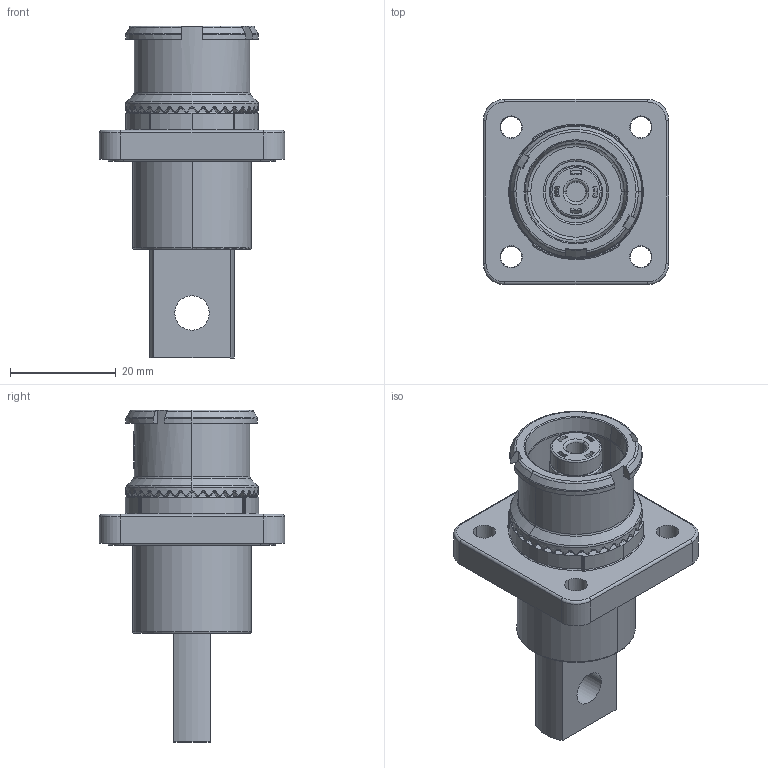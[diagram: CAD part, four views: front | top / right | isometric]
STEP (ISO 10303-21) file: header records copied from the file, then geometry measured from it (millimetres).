
FILE_DESCRIPTION(('CATIA V5 STEP Exchange','CAx-IF Rec.Pracs.--- Model Styling and Organization---1.5--- 2016-08-15','CAx-IF Rec.Pracs.---Supplemental Geometry---1.0---2011-11-01','CAx-IF Rec.Pracs.--- Composite Materials ---1.1---2010-07-15'),'2;1');
FILE_NAME ('1954123-4_0', '2024-07-23T06:00:51+00:00', ('none'), ('Weidmueller'), 'CATIA Version 5-6 Release 2022 SP4 HF5', 'CATIA V5 STEP AP214 v3', 'none');
FILE_SCHEMA(('AUTOMOTIVE_DESIGN { 1 0 10303 214 1 1 1 1 }'));
Length unit declared in the file: millimetre
Products named in the file (1): 2991930000
Bounding box: 35 x 35 x 62.7 mm (x, y, z)
Volume: 17649.5 mm3; surface area: 14230.9 mm2
Topology: 5 solids, 17 shells, 1445 faces, 3391 edges, 1991 vertices
Faces by surface type: cylinder 476, torus 375, plane 321, sphere 144, bspline 108, cone 21
Entity records: 42755 total; most frequent: CARTESIAN_POINT 12939, ORIENTED_EDGE 6774, DIRECTION 5026, EDGE_CURVE 3387, AXIS2_PLACEMENT_3D 2717, VERTEX_POINT 1991, EDGE_LOOP 1498, ADVANCED_FACE 1445
